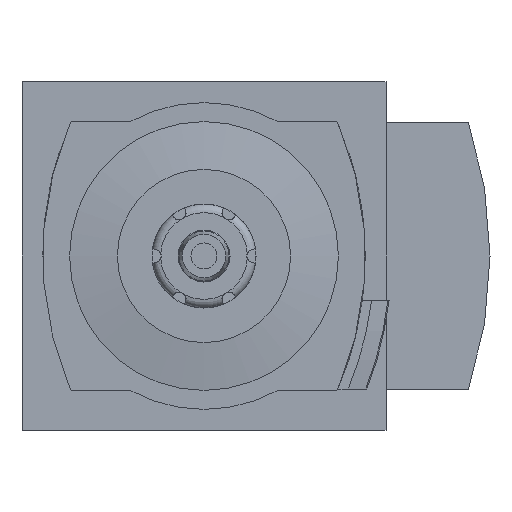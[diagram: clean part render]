
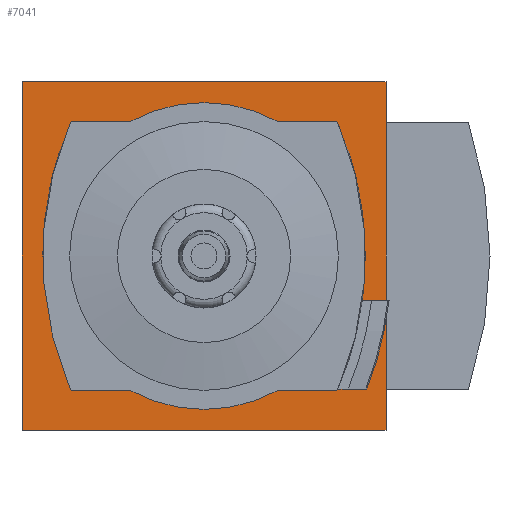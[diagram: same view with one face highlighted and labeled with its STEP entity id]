
A CAD part, front view. The second image highlights one B-rep face of the part: STEP entity #7041.
In plain terms, the highlighted planar face has unit normal (0, -1, 0).
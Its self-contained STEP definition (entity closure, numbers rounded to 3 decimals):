
#110=PLANE('',#7382);
#323=LINE('',#9456,#899);
#429=LINE('',#9678,#1005);
#444=LINE('',#9716,#1020);
#501=LINE('',#9893,#1077);
#502=LINE('',#9897,#1078);
#503=LINE('',#9901,#1079);
#504=LINE('',#9909,#1080);
#505=LINE('',#9913,#1081);
#506=LINE('',#9919,#1082);
#507=LINE('',#9923,#1083);
#899=VECTOR('',#7847,1000.);
#1005=VECTOR('',#8019,1000.);
#1020=VECTOR('',#8048,1000.);
#1077=VECTOR('',#8175,1000.);
#1078=VECTOR('',#8178,1000.);
#1079=VECTOR('',#8181,1000.);
#1080=VECTOR('',#8188,1000.);
#1081=VECTOR('',#8191,1000.);
#1082=VECTOR('',#8196,1000.);
#1083=VECTOR('',#8199,1000.);
#1838=ORIENTED_EDGE('',*,*,#3201,.F.);
#1839=ORIENTED_EDGE('',*,*,#3302,.F.);
#1840=ORIENTED_EDGE('',*,*,#3221,.F.);
#1841=ORIENTED_EDGE('',*,*,#3087,.F.);
#1842=ORIENTED_EDGE('',*,*,#3303,.F.);
#1843=ORIENTED_EDGE('',*,*,#3304,.T.);
#1844=ORIENTED_EDGE('',*,*,#3305,.F.);
#1845=ORIENTED_EDGE('',*,*,#3306,.F.);
#1846=ORIENTED_EDGE('',*,*,#3307,.F.);
#1847=ORIENTED_EDGE('',*,*,#3308,.F.);
#1848=ORIENTED_EDGE('',*,*,#3309,.F.);
#1849=ORIENTED_EDGE('',*,*,#3310,.F.);
#1850=ORIENTED_EDGE('',*,*,#3311,.F.);
#1851=ORIENTED_EDGE('',*,*,#3312,.F.);
#1852=ORIENTED_EDGE('',*,*,#3313,.F.);
#1853=ORIENTED_EDGE('',*,*,#3314,.F.);
#1854=ORIENTED_EDGE('',*,*,#3315,.T.);
#1855=ORIENTED_EDGE('',*,*,#3316,.F.);
#1856=ORIENTED_EDGE('',*,*,#3317,.T.);
#3087=EDGE_CURVE('',#3870,#3871,#323,.T.);
#3201=EDGE_CURVE('',#3953,#3870,#429,.T.);
#3221=EDGE_CURVE('',#3871,#3970,#444,.T.);
#3302=EDGE_CURVE('',#3970,#3953,#501,.T.);
#3303=EDGE_CURVE('',#4039,#4040,#4390,.F.);
#3304=EDGE_CURVE('',#4039,#4041,#502,.T.);
#3305=EDGE_CURVE('',#4042,#4041,#4391,.F.);
#3306=EDGE_CURVE('',#4043,#4042,#503,.T.);
#3307=EDGE_CURVE('',#4044,#4043,#4392,.F.);
#3308=EDGE_CURVE('',#4045,#4044,#4393,.F.);
#3309=EDGE_CURVE('',#4046,#4045,#4394,.F.);
#3310=EDGE_CURVE('',#4047,#4046,#504,.T.);
#3311=EDGE_CURVE('',#4048,#4047,#4395,.F.);
#3312=EDGE_CURVE('',#4049,#4048,#505,.T.);
#3313=EDGE_CURVE('',#4050,#4049,#4396,.F.);
#3314=EDGE_CURVE('',#4051,#4050,#4397,.F.);
#3315=EDGE_CURVE('',#4051,#4052,#506,.T.);
#3316=EDGE_CURVE('',#4053,#4052,#4398,.T.);
#3317=EDGE_CURVE('',#4053,#4040,#507,.T.);
#3870=VERTEX_POINT('',#9455);
#3871=VERTEX_POINT('',#9457);
#3953=VERTEX_POINT('',#9677);
#3970=VERTEX_POINT('',#9717);
#4039=VERTEX_POINT('',#9895);
#4040=VERTEX_POINT('',#9896);
#4041=VERTEX_POINT('',#9898);
#4042=VERTEX_POINT('',#9900);
#4043=VERTEX_POINT('',#9902);
#4044=VERTEX_POINT('',#9904);
#4045=VERTEX_POINT('',#9906);
#4046=VERTEX_POINT('',#9908);
#4047=VERTEX_POINT('',#9910);
#4048=VERTEX_POINT('',#9912);
#4049=VERTEX_POINT('',#9914);
#4050=VERTEX_POINT('',#9916);
#4051=VERTEX_POINT('',#9918);
#4052=VERTEX_POINT('',#9920);
#4053=VERTEX_POINT('',#9922);
#4390=CIRCLE('',#7383,0.3);
#4391=CIRCLE('',#7384,17.7);
#4392=CIRCLE('',#7385,0.3);
#4393=CIRCLE('',#7386,38.9);
#4394=CIRCLE('',#7387,0.3);
#4395=CIRCLE('',#7388,17.7);
#4396=CIRCLE('',#7389,0.3);
#4397=CIRCLE('',#7390,38.9);
#4398=CIRCLE('',#7391,39.95);
#4580=EDGE_LOOP('',(#1838,#1839,#1840,#1841));
#4581=EDGE_LOOP('',(#1842,#1843,#1844,#1845,#1846,#1847,#1848,#1849,#1850,
#1851,#1852,#1853,#1854,#1855,#1856));
#4911=FACE_BOUND('',#4580,.T.);
#4912=FACE_BOUND('',#4581,.T.);
#7041=ADVANCED_FACE('',(#4911,#4912),#110,.F.);
#7382=AXIS2_PLACEMENT_3D('',#9892,#8173,#8174);
#7383=AXIS2_PLACEMENT_3D('',#9894,#8176,#8177);
#7384=AXIS2_PLACEMENT_3D('',#9899,#8179,#8180);
#7385=AXIS2_PLACEMENT_3D('',#9903,#8182,#8183);
#7386=AXIS2_PLACEMENT_3D('',#9905,#8184,#8185);
#7387=AXIS2_PLACEMENT_3D('',#9907,#8186,#8187);
#7388=AXIS2_PLACEMENT_3D('',#9911,#8189,#8190);
#7389=AXIS2_PLACEMENT_3D('',#9915,#8192,#8193);
#7390=AXIS2_PLACEMENT_3D('',#9917,#8194,#8195);
#7391=AXIS2_PLACEMENT_3D('',#9921,#8197,#8198);
#7847=DIRECTION('',(0.,0.,1.));
#8019=DIRECTION('',(-1.,0.,0.));
#8048=DIRECTION('',(1.,0.,0.));
#8173=DIRECTION('',(0.,1.,0.));
#8174=DIRECTION('',(0.,0.,1.));
#8175=DIRECTION('',(0.,0.,-1.));
#8176=DIRECTION('',(0.,1.,0.));
#8177=DIRECTION('',(0.,0.,1.));
#8178=DIRECTION('',(-1.,0.,0.));
#8179=DIRECTION('',(0.,1.,0.));
#8180=DIRECTION('',(0.,0.,1.));
#8181=DIRECTION('',(1.,0.,0.));
#8182=DIRECTION('',(0.,1.,0.));
#8183=DIRECTION('',(0.,0.,1.));
#8184=DIRECTION('',(0.,1.,0.));
#8185=DIRECTION('',(0.,0.,1.));
#8186=DIRECTION('',(0.,1.,0.));
#8187=DIRECTION('',(0.,0.,1.));
#8188=DIRECTION('',(-1.,0.,0.));
#8189=DIRECTION('',(0.,1.,0.));
#8190=DIRECTION('',(0.,0.,1.));
#8191=DIRECTION('',(-1.,0.,0.));
#8192=DIRECTION('',(0.,1.,0.));
#8193=DIRECTION('',(0.,0.,1.));
#8194=DIRECTION('',(0.,1.,0.));
#8195=DIRECTION('',(0.,0.,1.));
#8196=DIRECTION('',(1.,0.,0.));
#8197=DIRECTION('',(0.,-1.,0.));
#8198=DIRECTION('',(0.,0.,-1.));
#8199=DIRECTION('',(-1.,0.,0.));
#9455=CARTESIAN_POINT('',(-21.,-31.54,-20.1));
#9456=CARTESIAN_POINT('',(-21.,-31.54,-20.1));
#9457=CARTESIAN_POINT('',(-21.,-31.54,20.1));
#9677=CARTESIAN_POINT('',(21.,-31.54,-20.1));
#9678=CARTESIAN_POINT('',(21.,-31.54,-20.1));
#9716=CARTESIAN_POINT('',(-21.,-31.54,20.1));
#9717=CARTESIAN_POINT('',(21.,-31.54,20.1));
#9892=CARTESIAN_POINT('',(0.,-31.54,0.));
#9893=CARTESIAN_POINT('',(21.,-31.54,20.1));
#9894=CARTESIAN_POINT('',(15.181,-31.54,-15.2));
#9895=CARTESIAN_POINT('',(15.181,-31.54,-15.5));
#9896=CARTESIAN_POINT('',(15.442,-31.54,-15.349));
#9897=CARTESIAN_POINT('',(14.091,-31.54,-15.5));
#9898=CARTESIAN_POINT('',(8.546,-31.54,-15.5));
#9899=CARTESIAN_POINT('',(0.,-31.54,0.));
#9900=CARTESIAN_POINT('',(-8.546,-31.54,-15.5));
#9901=CARTESIAN_POINT('',(0.,-31.54,-15.5));
#9902=CARTESIAN_POINT('',(-15.181,-31.54,-15.5));
#9903=CARTESIAN_POINT('',(-15.181,-31.54,-15.2));
#9904=CARTESIAN_POINT('',(-15.457,-31.54,-15.318));
#9905=CARTESIAN_POINT('',(20.3,-31.54,0.));
#9906=CARTESIAN_POINT('',(-15.457,-31.54,15.318));
#9907=CARTESIAN_POINT('',(-15.181,-31.54,15.2));
#9908=CARTESIAN_POINT('',(-15.181,-31.54,15.5));
#9909=CARTESIAN_POINT('',(0.,-31.54,15.5));
#9910=CARTESIAN_POINT('',(-8.546,-31.54,15.5));
#9911=CARTESIAN_POINT('',(0.,-31.54,0.));
#9912=CARTESIAN_POINT('',(8.546,-31.54,15.5));
#9913=CARTESIAN_POINT('',(0.,-31.54,15.5));
#9914=CARTESIAN_POINT('',(15.181,-31.54,15.5));
#9915=CARTESIAN_POINT('',(15.181,-31.54,15.2));
#9916=CARTESIAN_POINT('',(15.457,-31.54,15.318));
#9917=CARTESIAN_POINT('',(-20.3,-31.54,0.));
#9918=CARTESIAN_POINT('',(18.259,-31.54,-5.142));
#9919=CARTESIAN_POINT('',(17.25,-31.54,-5.142));
#9920=CARTESIAN_POINT('',(19.337,-31.54,-5.142));
#9921=CARTESIAN_POINT('',(-20.3,-31.54,-0.15));
#9922=CARTESIAN_POINT('',(16.646,-31.54,-15.349));
#9923=CARTESIAN_POINT('',(30.,-31.54,-15.349));
